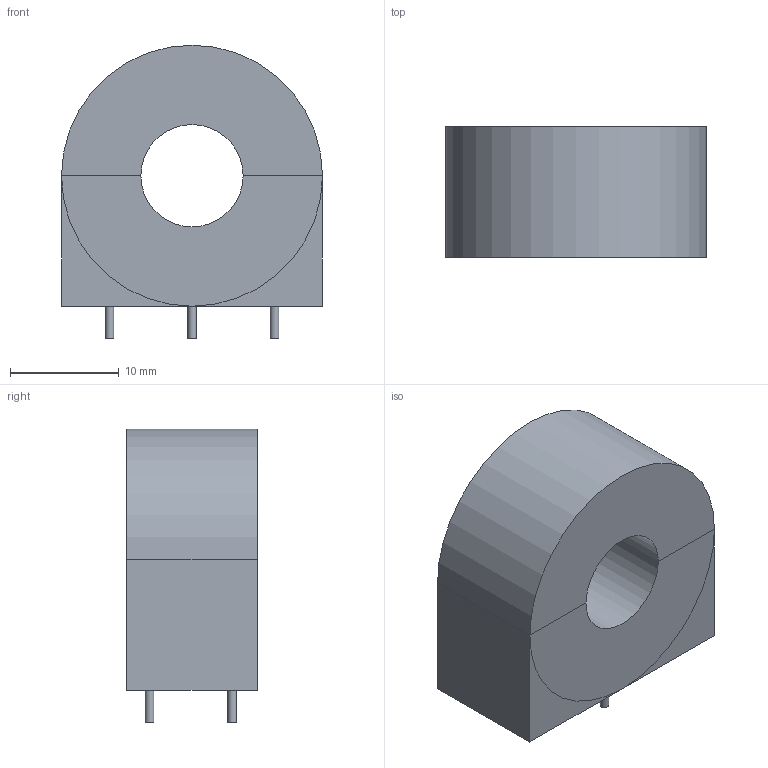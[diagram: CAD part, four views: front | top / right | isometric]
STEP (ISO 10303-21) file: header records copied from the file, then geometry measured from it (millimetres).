
FILE_DESCRIPTION(('FreeCAD Model'),'2;1');
FILE_NAME('AC1005.step', '2018-12-30T09:26:36',('kicad StepUp'),('ksu MCAD'), 'Open CASCADE STEP processor 7.3','FreeCAD','Unknown');
FILE_SCHEMA(('AUTOMOTIVE_DESIGN { 1 0 10303 214 1 1 1 1 }'));
Length unit declared in the file: millimetre
Products named in the file (1): AC1005
Bounding box: 24 x 12 x 27 mm (x, y, z)
Volume: 5342.1 mm3; surface area: 2298 mm2
Topology: 4 solids, 4 shells, 23 faces, 37 edges, 20 vertices
Faces by surface type: plane 18, cylinder 5
Full cylindrical faces by diameter (mm): 0.8 x3, 9.4 x1
Entity records: 687 total; most frequent: DIRECTION 101, CARTESIAN_POINT 81, ORIENTED_EDGE 74, AXIS2_PLACEMENT_3D 40, EDGE_CURVE 37, ADVANCED_FACE 23, FACE_BOUND 23, EDGE_LOOP 23
